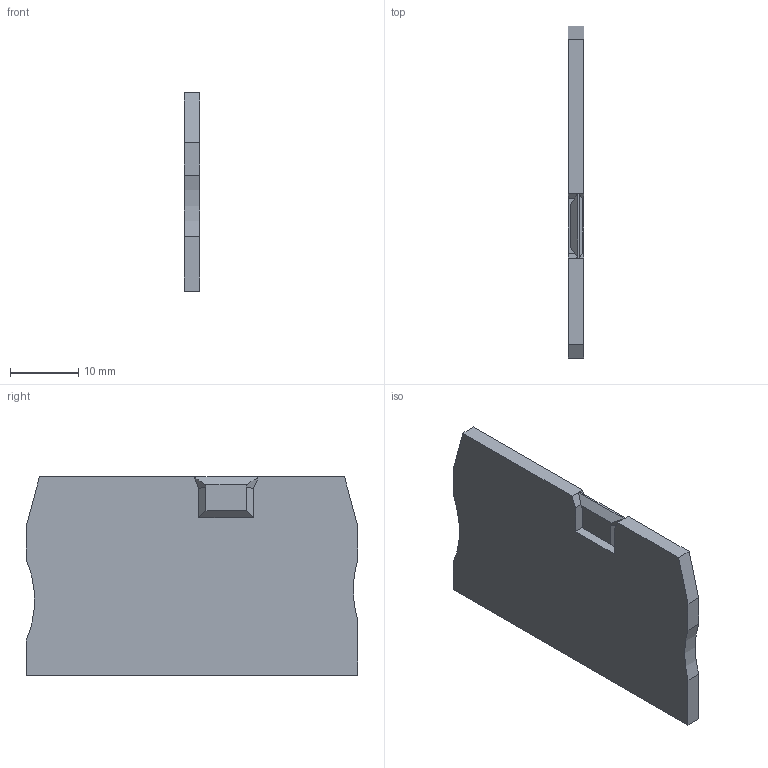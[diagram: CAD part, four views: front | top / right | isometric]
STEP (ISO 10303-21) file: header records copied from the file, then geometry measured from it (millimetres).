
FILE_DESCRIPTION(('Creo Elements/Direct Modeling STEP Export'),'2;1');
FILE_NAME('model.stp','2021-08-17T 9:08:13',(''),(''),'Creo Elements/Direct Modeling STEP processor for AP214 (Solid Model)','Creo Elements/Direct Modeling 20.1D 10-Oct-2020 (C) Parametric Technology GmbH','');
FILE_SCHEMA(('AUTOMOTIVE_DESIGN { 1 0 10303 214 1 1 1 1 }'));
Length unit declared in the file: millimetre
Products named in the file (3): D-ST_2.5-Body; D-ST_2.5-Bridge_element1; D-ST_2.5-Select
Assembly tree (2 placements, depth 2):
  D-ST_2.5-Select
    D-ST_2.5-Bridge_element1
    D-ST_2.5-Body
Bounding box: 2.2 x 48.6 x 29.05 mm (x, y, z)
Volume: 3004.2 mm3; surface area: 3149.3 mm2
Topology: 2 solids, 2 shells, 39 faces, 93 edges, 58 vertices
Faces by surface type: plane 37, cylinder 2
Entity records: 1469 total; most frequent: CARTESIAN_POINT 190, ORIENTED_EDGE 186, DIRECTION 177, EDGE_CURVE 93, VECTOR 87, LINE 87, VERTEX_POINT 58, AXIS2_PLACEMENT_3D 45
